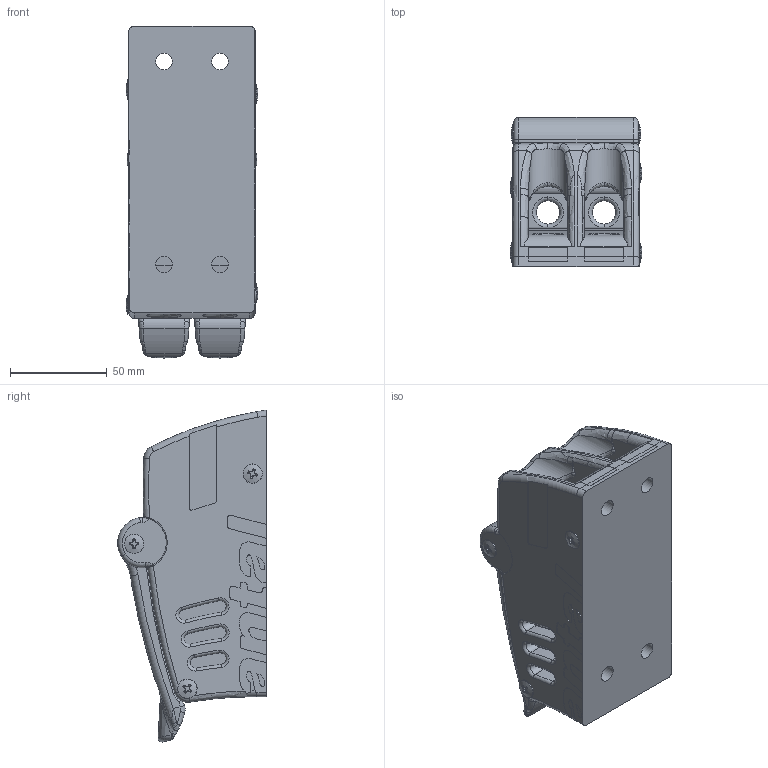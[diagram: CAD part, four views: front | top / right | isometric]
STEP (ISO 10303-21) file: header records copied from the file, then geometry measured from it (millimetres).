
FILE_DESCRIPTION(/* description */ (''),/* implementation_level */ '2;1');
FILE_NAME(/* name */ '512.121.stp',/* time_stamp */ '2024-04-04T11:30:21+02:00',/* author */ ('francesca'),/* organization */ (''),/* preprocessor_version */ 'ST-DEVELOPER v19.2',/* originating_system */ 'Autodesk Inventor 2023',/* authorisation */ '');
FILE_SCHEMA (('AUTOMOTIVE_DESIGN { 1 0 10303 214 3 1 1 }'));
Length unit declared in the file: millimetre
Products named in the file (1): 512.121
Bounding box: 68.3 x 77.02 x 171.91 mm (x, y, z)
Volume: 403745.8 mm3; surface area: 86367.2 mm2
Topology: 1 solids, 1 shells, 888 faces, 2503 edges, 1605 vertices
Faces by surface type: cylinder 301, plane 239, bspline 157, torus 153, cone 32, sphere 6
Full cylindrical faces by diameter (mm): 8.5 x4, 10 x8, 16.2 x4
Entity records: 39698 total; most frequent: CARTESIAN_POINT 17664, ORIENTED_EDGE 4982, DIRECTION 4292, EDGE_CURVE 2491, AXIS2_PLACEMENT_3D 1736, VERTEX_POINT 1605, CIRCLE 979, EDGE_LOOP 928
